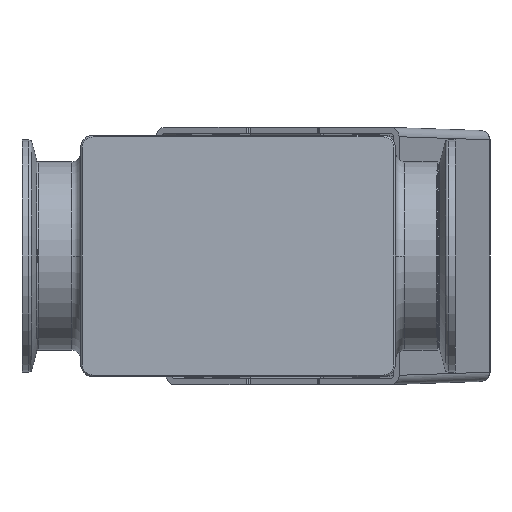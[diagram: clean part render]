
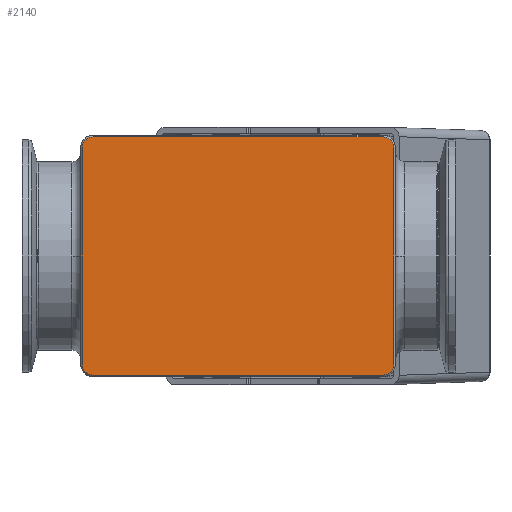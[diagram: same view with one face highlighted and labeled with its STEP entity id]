
A CAD part, front view. The second image highlights one B-rep face of the part: STEP entity #2140.
In plain terms, the highlighted planar face has unit normal (0, -1, 0).
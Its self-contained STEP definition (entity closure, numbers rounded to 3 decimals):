
#17 = CARTESIAN_POINT ( 'NONE',  ( 50.211, -39.5, 39. ) ) ;
#1075 = LINE ( 'NONE', #1660, #46892 ) ;
#1660 = CARTESIAN_POINT ( 'NONE',  ( -51., -39.5, 38.5 ) ) ;
#2140 = ADVANCED_FACE ( 'NONE', ( #6847 ), #14867, .F. ) ;
#2604 = ORIENTED_EDGE ( 'NONE', *, *, #42043, .T. ) ;
#2929 = EDGE_CURVE ( 'NONE', #14910, #53244, #22118, .T. ) ;
#3357 = LINE ( 'NONE', #26175, #37947 ) ;
#5473 = AXIS2_PLACEMENT_3D ( 'NONE', #10978, #29026, #20707 ) ;
#6847 = FACE_OUTER_BOUND ( 'NONE', #45616, .T. ) ;
#8415 = VERTEX_POINT ( 'NONE', #46620 ) ;
#10978 = CARTESIAN_POINT ( 'NONE',  ( 46.711, -39.5, 35. ) ) ;
#12744 = CARTESIAN_POINT ( 'NONE',  ( -47., -39.5, -38.5 ) ) ;
#13591 = AXIS2_PLACEMENT_3D ( 'NONE', #36999, #33131, #19485 ) ;
#13972 = DIRECTION ( 'NONE',  ( 1., 0., 0. ) ) ;
#14867 = PLANE ( 'NONE',  #56106 ) ;
#14910 = VERTEX_POINT ( 'NONE', #20621 ) ;
#15167 = CARTESIAN_POINT ( 'NONE',  ( -51., -39.5, 39. ) ) ;
#17215 = CARTESIAN_POINT ( 'NONE',  ( -47., -39.5, 35. ) ) ;
#19485 = DIRECTION ( 'NONE',  ( 0., 0., 1. ) ) ;
#19581 = DIRECTION ( 'NONE',  ( 0., 0., 1. ) ) ;
#19585 = DIRECTION ( 'NONE',  ( 0., 1., 0. ) ) ;
#20577 = ORIENTED_EDGE ( 'NONE', *, *, #29421, .T. ) ;
#20621 = CARTESIAN_POINT ( 'NONE',  ( -50.5, -39.5, -35. ) ) ;
#20707 = DIRECTION ( 'NONE',  ( 0., 0., 1. ) ) ;
#22118 = CIRCLE ( 'NONE', #13591, 3.5 ) ;
#22239 = DIRECTION ( 'NONE',  ( 0., -1., 0. ) ) ;
#23041 = VECTOR ( 'NONE', #13972, 1000. ) ;
#24146 = VERTEX_POINT ( 'NONE', #51269 ) ;
#24670 = ORIENTED_EDGE ( 'NONE', *, *, #57202, .T. ) ;
#24907 = CARTESIAN_POINT ( 'NONE',  ( 46.711, -39.5, -35. ) ) ;
#25423 = VERTEX_POINT ( 'NONE', #29433 ) ;
#25719 = AXIS2_PLACEMENT_3D ( 'NONE', #17215, #22239, #35303 ) ;
#26118 = EDGE_CURVE ( 'NONE', #53244, #30884, #54585, .T. ) ;
#26175 = CARTESIAN_POINT ( 'NONE',  ( -50.5, -39.5, 39. ) ) ;
#28091 = CARTESIAN_POINT ( 'NONE',  ( -47., -39.5, 38.5 ) ) ;
#29026 = DIRECTION ( 'NONE',  ( 0., -1., 0. ) ) ;
#29421 = EDGE_CURVE ( 'NONE', #24146, #36089, #1075, .T. ) ;
#29433 = CARTESIAN_POINT ( 'NONE',  ( 50.211, -39.5, -35. ) ) ;
#30111 = CIRCLE ( 'NONE', #5473, 3.5 ) ;
#30884 = VERTEX_POINT ( 'NONE', #54112 ) ;
#31479 = EDGE_CURVE ( 'NONE', #8415, #14910, #3357, .T. ) ;
#31501 = ORIENTED_EDGE ( 'NONE', *, *, #32683, .T. ) ;
#32570 = VECTOR ( 'NONE', #36788, 1000. ) ;
#32683 = EDGE_CURVE ( 'NONE', #36089, #8415, #44637, .T. ) ;
#33131 = DIRECTION ( 'NONE',  ( 0., -1., 0. ) ) ;
#33136 = ORIENTED_EDGE ( 'NONE', *, *, #33697, .T. ) ;
#33697 = EDGE_CURVE ( 'NONE', #30884, #25423, #55117, .T. ) ;
#35303 = DIRECTION ( 'NONE',  ( 0., 0., 1. ) ) ;
#36089 = VERTEX_POINT ( 'NONE', #28091 ) ;
#36788 = DIRECTION ( 'NONE',  ( 0., 0., 1. ) ) ;
#36999 = CARTESIAN_POINT ( 'NONE',  ( -47., -39.5, -35. ) ) ;
#37671 = DIRECTION ( 'NONE',  ( 0., -1., 0. ) ) ;
#37947 = VECTOR ( 'NONE', #39516, 1000. ) ;
#38351 = ORIENTED_EDGE ( 'NONE', *, *, #31479, .T. ) ;
#39516 = DIRECTION ( 'NONE',  ( 0., 0., -1. ) ) ;
#42043 = EDGE_CURVE ( 'NONE', #57612, #24146, #30111, .T. ) ;
#44637 = CIRCLE ( 'NONE', #25719, 3.5 ) ;
#45342 = ORIENTED_EDGE ( 'NONE', *, *, #26118, .T. ) ;
#45616 = EDGE_LOOP ( 'NONE', ( #45342, #33136, #24670, #2604, #20577, #31501, #38351, #49361 ) ) ;
#46568 = DIRECTION ( 'NONE',  ( 0., 0., 1. ) ) ;
#46620 = CARTESIAN_POINT ( 'NONE',  ( -50.5, -39.5, 35. ) ) ;
#46892 = VECTOR ( 'NONE', #50896, 1000. ) ;
#49361 = ORIENTED_EDGE ( 'NONE', *, *, #2929, .T. ) ;
#50353 = CARTESIAN_POINT ( 'NONE',  ( 50.211, -39.5, 35. ) ) ;
#50896 = DIRECTION ( 'NONE',  ( -1., 0., 0. ) ) ;
#51269 = CARTESIAN_POINT ( 'NONE',  ( 46.711, -39.5, 38.5 ) ) ;
#52910 = CARTESIAN_POINT ( 'NONE',  ( 46.711, -39.5, -38.5 ) ) ;
#53244 = VERTEX_POINT ( 'NONE', #12744 ) ;
#54112 = CARTESIAN_POINT ( 'NONE',  ( 46.711, -39.5, -38.5 ) ) ;
#54585 = LINE ( 'NONE', #52910, #23041 ) ;
#55117 = CIRCLE ( 'NONE', #57012, 3.5 ) ;
#56106 = AXIS2_PLACEMENT_3D ( 'NONE', #15167, #19585, #46568 ) ;
#56770 = LINE ( 'NONE', #17, #32570 ) ;
#57012 = AXIS2_PLACEMENT_3D ( 'NONE', #24907, #37671, #19581 ) ;
#57202 = EDGE_CURVE ( 'NONE', #25423, #57612, #56770, .T. ) ;
#57612 = VERTEX_POINT ( 'NONE', #50353 ) ;
